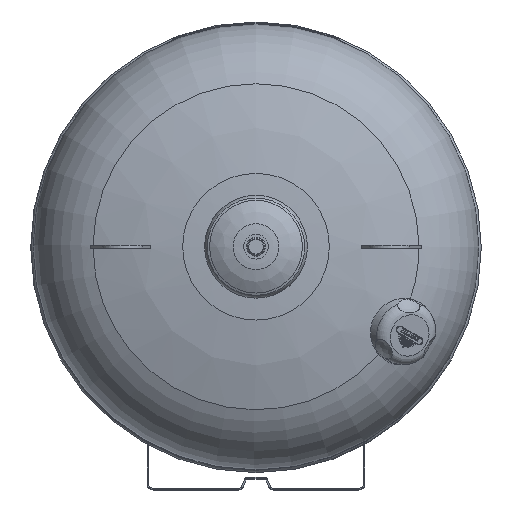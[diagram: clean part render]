
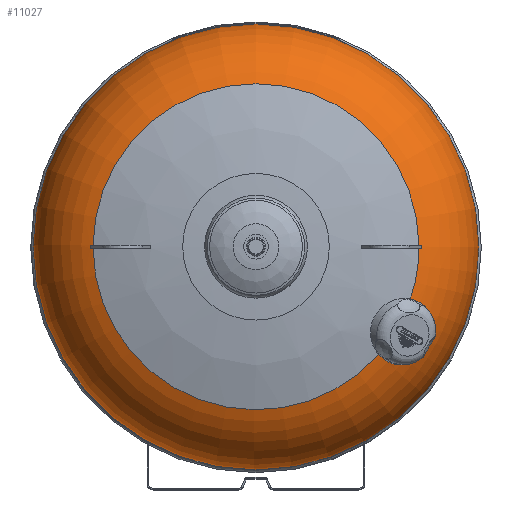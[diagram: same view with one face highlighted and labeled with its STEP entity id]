
A CAD part, top view. The second image highlights one B-rep face of the part: STEP entity #11027.
In plain terms, the highlighted toroidal (fillet/blend) face has major radius 132.556 mm and minor radius 92.446 mm.
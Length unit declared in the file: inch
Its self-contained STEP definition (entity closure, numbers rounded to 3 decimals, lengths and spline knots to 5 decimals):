
#164=B_SPLINE_CURVE_WITH_KNOTS('',3,(#18900,#18901,#18902,#18903,#18904,
#18905,#18906,#18907,#18908,#18909,#18910,#18911,#18912,#18913,#18914,#18915,
#18916,#18917,#18918,#18919,#18920,#18921,#18922,#18923,#18924,#18925,#18926),
 .UNSPECIFIED.,.F.,.F.,(4,2,2,2,2,2,3,2,2,2,2,2,4),(-65.95473,-61.10843,
-51.60013,-38.97942,-25.09067,-11.71553,
0.,9.75923,19.71796,32.7989,46.80811,57.42978,
65.9147),.UNSPECIFIED.);
#2171=TOROIDAL_SURFACE('',#11927,5.21874,3.63961);
#2318=FACE_BOUND('',#3468,.T.);
#2732=FACE_OUTER_BOUND('',#3467,.T.);
#3467=EDGE_LOOP('',(#8416));
#3468=EDGE_LOOP('',(#8417,#8418,#8419,#8420,#8421,#8422,#8423,#8424,#8425,
#8426));
#3998=CIRCLE('',#11642,8.85827);
#4102=CIRCLE('',#11838,3.63979);
#4103=CIRCLE('',#11840,14.11466);
#4105=CIRCLE('',#11843,3.63979);
#4108=CIRCLE('',#11847,3.63979);
#4110=CIRCLE('',#11850,14.11466);
#4114=CIRCLE('',#11857,3.63979);
#4150=CIRCLE('',#11924,6.47811);
#4151=CIRCLE('',#11925,6.47811);
#4152=CIRCLE('',#11926,6.47811);
#4699=VERTEX_POINT('',#18102);
#4869=VERTEX_POINT('',#18611);
#4870=VERTEX_POINT('',#18613);
#4871=VERTEX_POINT('',#18617);
#4872=VERTEX_POINT('',#18621);
#4873=VERTEX_POINT('',#18625);
#4877=VERTEX_POINT('',#18632);
#4879=VERTEX_POINT('',#18638);
#4884=VERTEX_POINT('',#18652);
#4919=VERTEX_POINT('',#18876);
#4920=VERTEX_POINT('',#18878);
#5876=EDGE_CURVE('',#4699,#4699,#3998,.T.);
#6125=EDGE_CURVE('',#4870,#4869,#4102,.T.);
#6126=EDGE_CURVE('',#4871,#4870,#4103,.T.);
#6129=EDGE_CURVE('',#4872,#4871,#4105,.T.);
#6134=EDGE_CURVE('',#4877,#4873,#4108,.T.);
#6136=EDGE_CURVE('',#4879,#4877,#4110,.T.);
#6143=EDGE_CURVE('',#4884,#4879,#4114,.T.);
#6184=EDGE_CURVE('',#4869,#4919,#4150,.T.);
#6186=EDGE_CURVE('',#4920,#4884,#4151,.T.);
#6187=EDGE_CURVE('',#4873,#4872,#4152,.T.);
#6188=EDGE_CURVE('',#4920,#4919,#164,.T.);
#8416=ORIENTED_EDGE('',*,*,#5876,.F.);
#8417=ORIENTED_EDGE('',*,*,#6188,.T.);
#8418=ORIENTED_EDGE('',*,*,#6184,.F.);
#8419=ORIENTED_EDGE('',*,*,#6125,.F.);
#8420=ORIENTED_EDGE('',*,*,#6126,.F.);
#8421=ORIENTED_EDGE('',*,*,#6129,.F.);
#8422=ORIENTED_EDGE('',*,*,#6187,.F.);
#8423=ORIENTED_EDGE('',*,*,#6134,.F.);
#8424=ORIENTED_EDGE('',*,*,#6136,.F.);
#8425=ORIENTED_EDGE('',*,*,#6143,.F.);
#8426=ORIENTED_EDGE('',*,*,#6186,.F.);
#11027=ADVANCED_FACE('',(#2732,#2318),#2171,.T.);
#11642=AXIS2_PLACEMENT_3D('',#18103,#13281,#13282);
#11838=AXIS2_PLACEMENT_3D('',#18615,#13818,#13819);
#11840=AXIS2_PLACEMENT_3D('',#18618,#13822,#13823);
#11843=AXIS2_PLACEMENT_3D('',#18623,#13829,#13830);
#11847=AXIS2_PLACEMENT_3D('',#18634,#13839,#13840);
#11850=AXIS2_PLACEMENT_3D('',#18639,#13845,#13846);
#11857=AXIS2_PLACEMENT_3D('',#18654,#13862,#13863);
#11924=AXIS2_PLACEMENT_3D('',#18877,#13997,#13998);
#11925=AXIS2_PLACEMENT_3D('',#18897,#13999,#14000);
#11926=AXIS2_PLACEMENT_3D('',#18898,#14001,#14002);
#11927=AXIS2_PLACEMENT_3D('',#18899,#14003,#14004);
#13281=DIRECTION('center_axis',(0.,0.,-1.));
#13282=DIRECTION('ref_axis',(1.,0.,0.));
#13818=DIRECTION('center_axis',(0.,1.,0.));
#13819=DIRECTION('ref_axis',(-0.346,0.,0.938));
#13822=DIRECTION('center_axis',(0.965,0.,
-0.261));
#13823=DIRECTION('ref_axis',(0.261,-0.004,0.965));
#13829=DIRECTION('center_axis',(0.,-1.,0.));
#13830=DIRECTION('ref_axis',(-0.372,0.,0.928));
#13839=DIRECTION('center_axis',(0.,-1.,0.));
#13840=DIRECTION('ref_axis',(0.346,0.,0.938));
#13845=DIRECTION('center_axis',(-0.965,0.,
-0.261));
#13846=DIRECTION('ref_axis',(-0.261,0.004,0.965));
#13862=DIRECTION('center_axis',(0.,1.,0.));
#13863=DIRECTION('ref_axis',(0.372,0.,0.928));
#13997=DIRECTION('center_axis',(0.,0.,1.));
#13998=DIRECTION('ref_axis',(-1.,0.,0.));
#13999=DIRECTION('center_axis',(0.,0.,1.));
#14000=DIRECTION('ref_axis',(-1.,0.,0.));
#14001=DIRECTION('center_axis',(0.,0.,1.));
#14002=DIRECTION('ref_axis',(-1.,0.,0.));
#14003=DIRECTION('center_axis',(0.,0.,1.));
#14004=DIRECTION('ref_axis',(1.,0.,0.));
#18102=CARTESIAN_POINT('',(1409.75407,-8.73543,95.84502));
#18103=CARTESIAN_POINT('Origin',(1400.8958,-8.73543,95.84502));
#18611=CARTESIAN_POINT('',(1394.41796,-8.79431,99.23597));
#18613=CARTESIAN_POINT('',(1394.32328,-8.79431,99.19955));
#18615=CARTESIAN_POINT('Origin',(1395.67734,-8.79431,95.821));
#18617=CARTESIAN_POINT('',(1394.32328,-8.6762,99.19955));
#18618=CARTESIAN_POINT('Origin',(1390.63625,-8.73543,85.57509));
#18621=CARTESIAN_POINT('',(1394.41796,-8.6762,99.23597));
#18623=CARTESIAN_POINT('Origin',(1395.67735,-8.6762,95.821));
#18625=CARTESIAN_POINT('',(1407.37363,-8.6762,99.23597));
#18632=CARTESIAN_POINT('',(1407.46831,-8.6762,99.19955));
#18634=CARTESIAN_POINT('Origin',(1406.11425,-8.6762,95.821));
#18638=CARTESIAN_POINT('',(1407.46831,-8.79431,99.19955));
#18639=CARTESIAN_POINT('Origin',(1411.15534,-8.73543,85.57509));
#18652=CARTESIAN_POINT('',(1407.37364,-8.79431,99.23597));
#18654=CARTESIAN_POINT('Origin',(1406.11425,-8.79431,95.821));
#18876=CARTESIAN_POINT('',(1405.76426,-13.00906,99.23597));
#18877=CARTESIAN_POINT('Origin',(1400.8958,-8.73543,99.23597));
#18878=CARTESIAN_POINT('',(1407.0311,-10.81482,99.23597));
#18897=CARTESIAN_POINT('Origin',(1400.8958,-8.73543,99.23597));
#18898=CARTESIAN_POINT('Origin',(1400.8958,-8.73543,99.23597));
#18899=CARTESIAN_POINT('Origin',(1400.8958,-8.73543,95.82119));
#18900=CARTESIAN_POINT('Ctrl Pts',(1407.0311,-10.81482,99.23597));
#18901=CARTESIAN_POINT('Ctrl Pts',(1407.08974,-10.82591,99.21418));
#18902=CARTESIAN_POINT('Ctrl Pts',(1407.147,-10.84076,99.19067));
#18903=CARTESIAN_POINT('Ctrl Pts',(1407.31131,-10.89579,99.11626));
#18904=CARTESIAN_POINT('Ctrl Pts',(1407.41202,-10.94616,99.06132));
#18905=CARTESIAN_POINT('Ctrl Pts',(1407.62181,-11.09359,98.9244));
#18906=CARTESIAN_POINT('Ctrl Pts',(1407.7207,-11.19908,98.84084));
#18907=CARTESIAN_POINT('Ctrl Pts',(1407.87725,-11.45696,98.6673));
#18908=CARTESIAN_POINT('Ctrl Pts',(1407.92834,-11.61065,98.57921));
#18909=CARTESIAN_POINT('Ctrl Pts',(1407.96501,-11.93415,98.43089));
#18910=CARTESIAN_POINT('Ctrl Pts',(1407.95268,-12.10056,98.37108));
#18911=CARTESIAN_POINT('Ctrl Pts',(1407.87503,-12.41181,98.29699));
#18912=CARTESIAN_POINT('Ctrl Pts',(1407.81721,-12.55397,98.27871));
#18913=CARTESIAN_POINT('Ctrl Pts',(1407.74033,-12.68712,98.27871));
#18914=CARTESIAN_POINT('Ctrl Pts',(1407.6763,-12.79804,98.27871));
#18915=CARTESIAN_POINT('Ctrl Pts',(1407.60012,-12.90079,98.29137));
#18916=CARTESIAN_POINT('Ctrl Pts',(1407.42604,-13.08579,98.34058));
#18917=CARTESIAN_POINT('Ctrl Pts',(1407.32893,-13.16629,98.37725));
#18918=CARTESIAN_POINT('Ctrl Pts',(1407.08911,-13.31685,98.48321));
#18919=CARTESIAN_POINT('Ctrl Pts',(1406.94366,-13.37445,98.55817));
#18920=CARTESIAN_POINT('Ctrl Pts',(1406.63583,-13.42926,98.72762));
#18921=CARTESIAN_POINT('Ctrl Pts',(1406.47553,-13.42141,98.82155));
#18922=CARTESIAN_POINT('Ctrl Pts',(1406.20494,-13.34338,98.98091));
#18923=CARTESIAN_POINT('Ctrl Pts',(1406.09362,-13.28925,99.04673));
#18924=CARTESIAN_POINT('Ctrl Pts',(1405.90851,-13.15806,99.1543));
#18925=CARTESIAN_POINT('Ctrl Pts',(1405.83257,-13.08845,99.19772));
#18926=CARTESIAN_POINT('Ctrl Pts',(1405.76426,-13.00906,99.23597));
